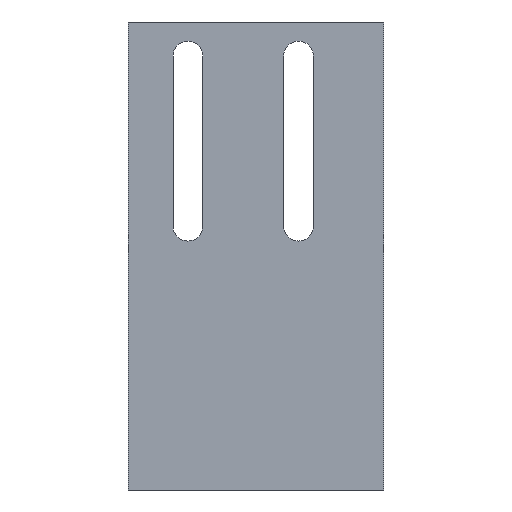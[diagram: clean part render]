
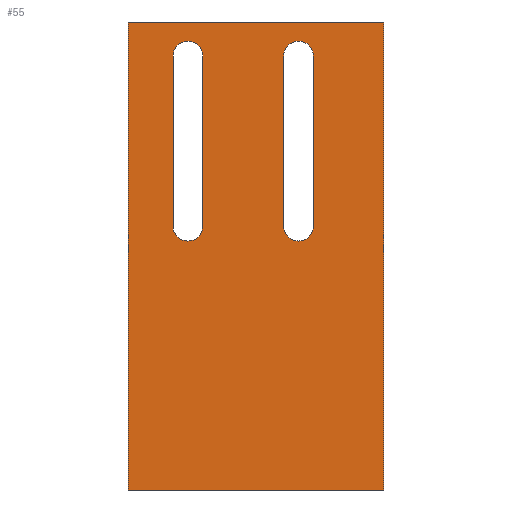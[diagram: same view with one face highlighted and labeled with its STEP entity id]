
A CAD part, front view. The second image highlights one B-rep face of the part: STEP entity #55.
In plain terms, the highlighted planar face has unit normal (0, -1, 0).
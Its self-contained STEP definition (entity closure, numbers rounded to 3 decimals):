
#55=ADVANCED_FACE('',(#88,#89,#90),#76,.F.);
#76=PLANE('',#441);
#88=FACE_BOUND('',#116,.T.);
#89=FACE_BOUND('',#117,.T.);
#90=FACE_BOUND('',#118,.T.);
#116=EDGE_LOOP('',(#174,#175,#176,#177));
#117=EDGE_LOOP('',(#178,#179,#180,#181));
#118=EDGE_LOOP('',(#182,#183,#184,#185));
#156=CIRCLE('',#437,1.75);
#157=CIRCLE('',#438,1.75);
#158=CIRCLE('',#439,1.75);
#159=CIRCLE('',#440,1.75);
#174=ORIENTED_EDGE('',*,*,#316,.F.);
#175=ORIENTED_EDGE('',*,*,#317,.F.);
#176=ORIENTED_EDGE('',*,*,#318,.F.);
#177=ORIENTED_EDGE('',*,*,#319,.F.);
#178=ORIENTED_EDGE('',*,*,#320,.T.);
#179=ORIENTED_EDGE('',*,*,#321,.F.);
#180=ORIENTED_EDGE('',*,*,#322,.F.);
#181=ORIENTED_EDGE('',*,*,#323,.T.);
#182=ORIENTED_EDGE('',*,*,#324,.T.);
#183=ORIENTED_EDGE('',*,*,#325,.T.);
#184=ORIENTED_EDGE('',*,*,#326,.T.);
#185=ORIENTED_EDGE('',*,*,#327,.T.);
#278=VERTEX_POINT('',#592);
#279=VERTEX_POINT('',#593);
#280=VERTEX_POINT('',#595);
#281=VERTEX_POINT('',#597);
#282=VERTEX_POINT('',#600);
#283=VERTEX_POINT('',#601);
#284=VERTEX_POINT('',#603);
#285=VERTEX_POINT('',#605);
#286=VERTEX_POINT('',#608);
#287=VERTEX_POINT('',#609);
#288=VERTEX_POINT('',#611);
#289=VERTEX_POINT('',#613);
#316=EDGE_CURVE('',#278,#279,#368,.T.);
#317=EDGE_CURVE('',#280,#278,#156,.T.);
#318=EDGE_CURVE('',#281,#280,#369,.T.);
#319=EDGE_CURVE('',#279,#281,#157,.T.);
#320=EDGE_CURVE('',#282,#283,#370,.T.);
#321=EDGE_CURVE('',#284,#283,#371,.T.);
#322=EDGE_CURVE('',#285,#284,#372,.T.);
#323=EDGE_CURVE('',#285,#282,#373,.T.);
#324=EDGE_CURVE('',#286,#287,#158,.T.);
#325=EDGE_CURVE('',#287,#288,#374,.T.);
#326=EDGE_CURVE('',#288,#289,#159,.T.);
#327=EDGE_CURVE('',#289,#286,#375,.T.);
#368=LINE('',#591,#402);
#369=LINE('',#596,#403);
#370=LINE('',#599,#404);
#371=LINE('',#602,#405);
#372=LINE('',#604,#406);
#373=LINE('',#606,#407);
#374=LINE('',#610,#408);
#375=LINE('',#614,#409);
#402=VECTOR('',#478,1.);
#403=VECTOR('',#481,1.);
#404=VECTOR('',#484,1.);
#405=VECTOR('',#485,1.);
#406=VECTOR('',#486,1.);
#407=VECTOR('',#487,1.);
#408=VECTOR('',#490,1.);
#409=VECTOR('',#493,1.);
#437=AXIS2_PLACEMENT_3D('',#594,#479,#480);
#438=AXIS2_PLACEMENT_3D('',#598,#482,#483);
#439=AXIS2_PLACEMENT_3D('',#607,#488,#489);
#440=AXIS2_PLACEMENT_3D('',#612,#491,#492);
#441=AXIS2_PLACEMENT_3D('',#615,#494,#495);
#478=DIRECTION('',(0.,0.,-1.));
#479=DIRECTION('',(0.,-1.,0.));
#480=DIRECTION('',(0.,0.,1.));
#481=DIRECTION('',(0.,0.,1.));
#482=DIRECTION('',(0.,-1.,0.));
#483=DIRECTION('',(0.,0.,1.));
#484=DIRECTION('',(1.,0.,0.));
#485=DIRECTION('',(0.,0.,-1.));
#486=DIRECTION('',(1.,0.,0.));
#487=DIRECTION('',(0.,0.,-1.));
#488=DIRECTION('',(0.,1.,0.));
#489=DIRECTION('',(0.,0.,1.));
#490=DIRECTION('',(0.,0.,1.));
#491=DIRECTION('',(0.,1.,0.));
#492=DIRECTION('',(0.,0.,1.));
#493=DIRECTION('',(0.,0.,-1.));
#494=DIRECTION('',(0.,1.,0.));
#495=DIRECTION('',(0.,0.,1.));
#591=CARTESIAN_POINT('',(18.25,0.,55.));
#592=CARTESIAN_POINT('',(18.25,0.,51.));
#593=CARTESIAN_POINT('',(18.25,0.,31.));
#594=CARTESIAN_POINT('',(20.,0.,51.));
#595=CARTESIAN_POINT('',(21.75,0.,51.));
#596=CARTESIAN_POINT('',(21.75,0.,55.));
#597=CARTESIAN_POINT('',(21.75,0.,31.));
#598=CARTESIAN_POINT('',(20.,0.,31.));
#599=CARTESIAN_POINT('',(0.,0.,0.));
#600=CARTESIAN_POINT('',(0.,0.,0.));
#601=CARTESIAN_POINT('',(30.,0.,0.));
#602=CARTESIAN_POINT('',(30.,0.,55.));
#603=CARTESIAN_POINT('',(30.,0.,55.));
#604=CARTESIAN_POINT('',(0.,0.,55.));
#605=CARTESIAN_POINT('',(0.,0.,55.));
#606=CARTESIAN_POINT('',(0.,0.,55.));
#607=CARTESIAN_POINT('',(7.,0.,31.));
#608=CARTESIAN_POINT('',(8.75,0.,31.));
#609=CARTESIAN_POINT('',(5.25,0.,31.));
#610=CARTESIAN_POINT('',(5.25,0.,55.));
#611=CARTESIAN_POINT('',(5.25,0.,51.));
#612=CARTESIAN_POINT('',(7.,0.,51.));
#613=CARTESIAN_POINT('',(8.75,0.,51.));
#614=CARTESIAN_POINT('',(8.75,0.,55.));
#615=CARTESIAN_POINT('',(0.,0.,55.));
